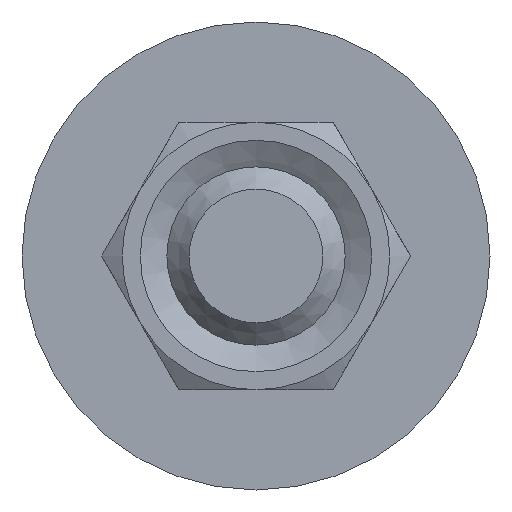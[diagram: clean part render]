
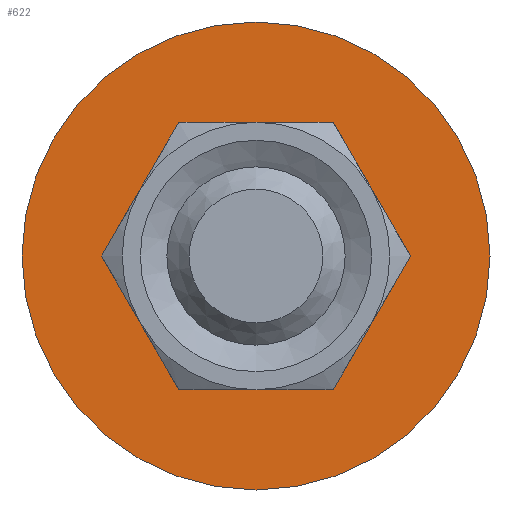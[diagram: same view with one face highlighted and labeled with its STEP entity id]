
A CAD part, left-side view. The second image highlights one B-rep face of the part: STEP entity #622.
In plain terms, the highlighted face is planar.
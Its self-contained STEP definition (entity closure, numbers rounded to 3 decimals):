
#622=ADVANCED_FACE('',(#1473,#1475),#1477,.F.);
#1473=FACE_BOUND('',#1474,.T.);
#1474=EDGE_LOOP('',(#2086));
#1475=FACE_BOUND('',#1476,.T.);
#1476=EDGE_LOOP('',(#2087));
#1477=PLANE('',#1478);
#1478=AXIS2_PLACEMENT_3D('',#1479,#1480,#1481);
#1479=CARTESIAN_POINT('',(4.,0.,0.));
#1480=DIRECTION('',(-1.,0.,0.));
#1481=DIRECTION('',(0.,0.,-1.));
#2086=ORIENTED_EDGE('',*,*,#2537,.F.);
#2087=ORIENTED_EDGE('',*,*,#2538,.T.);
#2537=EDGE_CURVE('',#2821,#2821,#2822,.T.);
#2538=EDGE_CURVE('',#2823,#2823,#2824,.T.);
#2821=VERTEX_POINT('',#3936);
#2822=CIRCLE('',#3937,21.);
#2823=VERTEX_POINT('',#3941);
#2824=CIRCLE('',#3942,8.5);
#3936=CARTESIAN_POINT('',(4.,0.,-21.));
#3937=AXIS2_PLACEMENT_3D('',#3938,#3939,#3940);
#3938=CARTESIAN_POINT('',(4.,0.,0.));
#3939=DIRECTION('',(-1.,0.,0.));
#3940=DIRECTION('',(0.,0.,-1.));
#3941=CARTESIAN_POINT('',(4.,0.,-8.5));
#3942=AXIS2_PLACEMENT_3D('',#3943,#3944,#3945);
#3943=CARTESIAN_POINT('',(4.,0.,0.));
#3944=DIRECTION('',(-1.,0.,0.));
#3945=DIRECTION('',(0.,0.,-1.));
